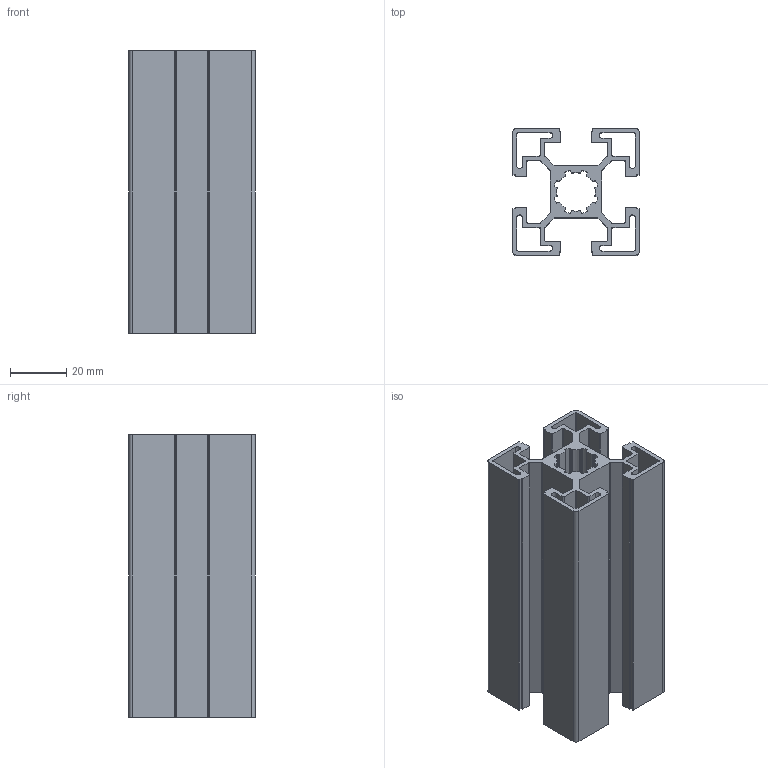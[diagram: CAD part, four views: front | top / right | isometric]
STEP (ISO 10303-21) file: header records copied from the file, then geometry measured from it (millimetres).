
FILE_DESCRIPTION (( 'STEP AP203' ), '1' );
FILE_NAME ('Perfil 45x45 BASICO.STEP', '2015-12-15T10:42:07', ( '' ), ( '' ), 'SwSTEP 2.0', 'SolidWorks 2014', '' );
FILE_SCHEMA (( 'CONFIG_CONTROL_DESIGN' ));
Length unit declared in the file: millimetre
Products named in the file (1): Perfil 45x45    BASICO
Bounding box: 45 x 45 x 100 mm (x, y, z)
Volume: 59172.2 mm3; surface area: 61879.1 mm2
Topology: 1 solids, 1 shells, 245 faces, 729 edges, 486 vertices
Faces by surface type: cylinder 143, plane 102
Entity records: 8426 total; most frequent: DIRECTION 1507, CARTESIAN_POINT 1461, ORIENTED_EDGE 1458, EDGE_CURVE 729, AXIS2_PLACEMENT_3D 532, VERTEX_POINT 486, LINE 443, VECTOR 443
